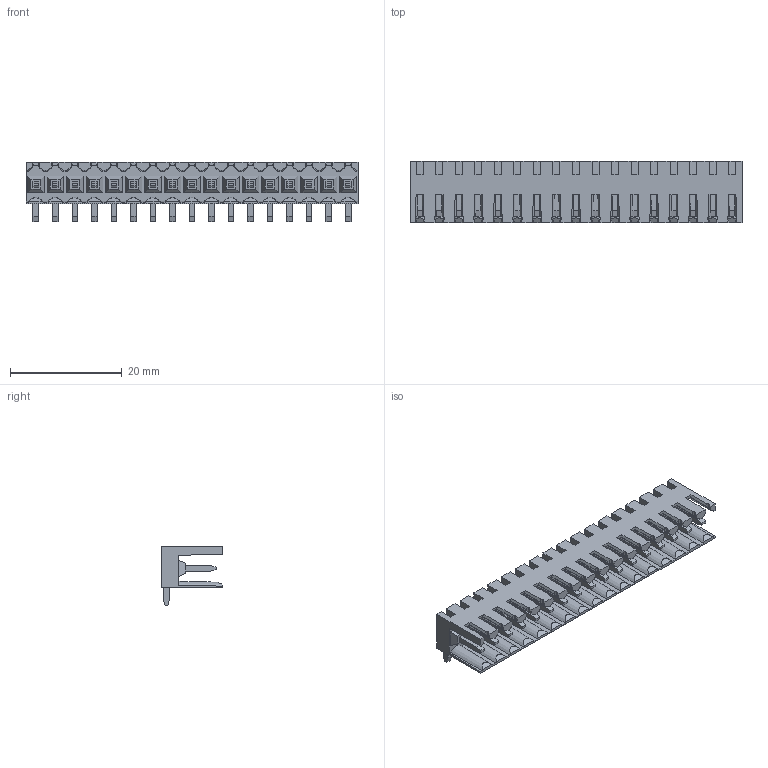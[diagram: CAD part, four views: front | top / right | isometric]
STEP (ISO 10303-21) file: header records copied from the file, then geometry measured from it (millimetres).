
FILE_DESCRIPTION(('CATIA V5 STEP Exchange','CAx-IF Rec.Pracs.--- Model Styling and Organization---1.2---2011-12-15'),'2;1');
FILE_NAME ('D1453601_0_1618990000_1618990000.stp','2018-10-10T04:55:26+00:00',('none'),('Weidmueller'),'CATIA Version 5-6 Release 2014','CATIA V5 STEP AP214','none');
FILE_SCHEMA(('AUTOMOTIVE_DESIGN { 1 0 10303 214 1 1 1 1 }'));
Length unit declared in the file: millimetre
Products named in the file (1): 1618990000
Bounding box: 59.5 x 11.05 x 10.65 mm (x, y, z)
Volume: 2149.6 mm3; surface area: 5118.9 mm2
Topology: 18 solids, 18 shells, 1047 faces, 3093 edges, 2082 vertices
Faces by surface type: plane 860, cylinder 136, cone 51
Entity records: 32483 total; most frequent: CARTESIAN_POINT 7505, ORIENTED_EDGE 6186, DIRECTION 3614, EDGE_CURVE 3093, VECTOR 2190, LINE 2190, VERTEX_POINT 2082, EDGE_LOOP 1081
